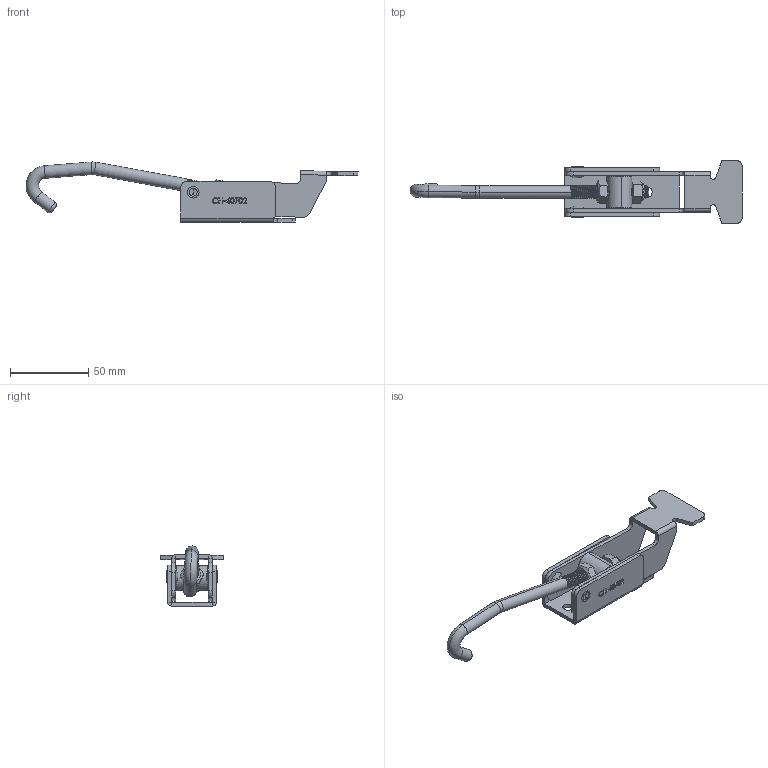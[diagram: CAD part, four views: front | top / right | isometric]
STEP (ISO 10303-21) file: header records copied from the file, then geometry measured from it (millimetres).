
FILE_DESCRIPTION (( 'STEP AP203' ), '1' );
FILE_NAME ('CH-40702.STEP', '2017-12-01T06:16:10', ( 'Windows' ), ( 'Microsoft' ), 'SwSTEP 2.0', 'SolidWorks 2015', '' );
FILE_SCHEMA (( 'CONFIG_CONTROL_DESIGN' ));
Length unit declared in the file: millimetre
Products named in the file (8): CH-40702-01 BASE; CH-40702-03 HANDLE; CH-40702-05; CH-40702-04 ROTOR; CH-40702-02 HOOK; M8 LOCK Nut; M8 Nut; CH-40702
Assembly tree (8 placements, depth 2):
  CH-40702
    CH-40702-01 BASE
    CH-40702-03 HANDLE
    CH-40702-05  x2
    CH-40702-04 ROTOR
    CH-40702-02 HOOK
    M8 LOCK Nut
    M8 Nut
Bounding box: 211.76 x 39.8 x 38.3 mm (x, y, z)
Volume: 37775 mm3; surface area: 31072.7 mm2
Topology: 8 solids, 8 shells, 600 faces, 1609 edges, 1050 vertices
Faces by surface type: plane 220, bspline 177, cylinder 168, cone 27, torus 8
Entity records: 30947 total; most frequent: CARTESIAN_POINT 17020, ORIENTED_EDGE 3166, DIRECTION 2014, EDGE_CURVE 1583, VERTEX_POINT 1038, LINE 834, VECTOR 834, EDGE_LOOP 643
